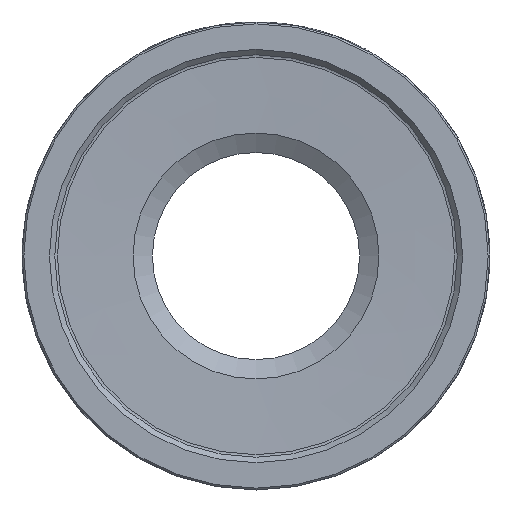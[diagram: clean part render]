
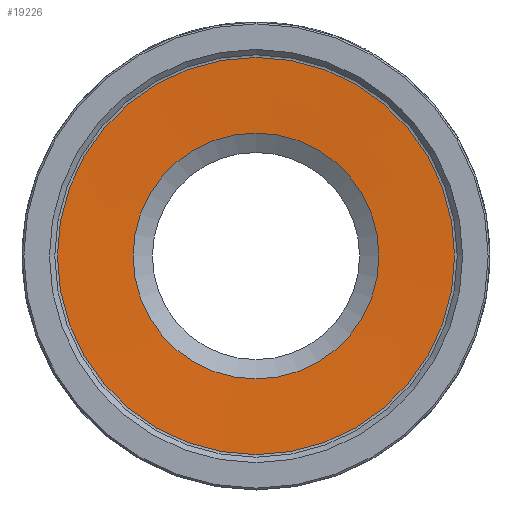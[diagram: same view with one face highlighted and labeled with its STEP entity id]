
A CAD part, left-side view. The second image highlights one B-rep face of the part: STEP entity #19226.
In plain terms, the highlighted conical face has half-angle 87.818 degrees and reference radius 43.129 mm.
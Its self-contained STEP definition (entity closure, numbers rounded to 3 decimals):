
#15 = DIRECTION ( 'NONE',  ( 1., 0., 0. ) ) ;
#636 = CARTESIAN_POINT ( 'NONE',  ( -25.5, 0., 0. ) ) ;
#1731 = AXIS2_PLACEMENT_3D ( 'NONE', #23064, #16798, #5968 ) ;
#3275 = EDGE_CURVE ( 'NONE', #26936, #26936, #25360, .T. ) ;
#4898 = FACE_OUTER_BOUND ( 'NONE', #5803, .T. ) ;
#5803 = EDGE_LOOP ( 'NONE', ( #27872 ) ) ;
#5968 = DIRECTION ( 'NONE',  ( 0., 1., 0. ) ) ;
#6203 = CIRCLE ( 'NONE', #8013, 54.326 ) ;
#8013 = AXIS2_PLACEMENT_3D ( 'NONE', #19370, #15, #19797 ) ;
#8686 = CONICAL_SURFACE ( 'NONE', #25073, 43.128, 1.533 ) ;
#8988 = ORIENTED_EDGE ( 'NONE', *, *, #3275, .T. ) ;
#10519 = EDGE_LOOP ( 'NONE', ( #8988 ) ) ;
#12619 = EDGE_CURVE ( 'NONE', #15960, #15960, #6203, .T. ) ;
#15960 = VERTEX_POINT ( 'NONE', #24637 ) ;
#16798 = DIRECTION ( 'NONE',  ( 1., 0., 0. ) ) ;
#17576 = FACE_BOUND ( 'NONE', #10519, .T. ) ;
#17851 = DIRECTION ( 'NONE',  ( -1., 0., 0. ) ) ;
#19226 = ADVANCED_FACE ( 'NONE', ( #17576, #4898 ), #8686, .F. ) ;
#19370 = CARTESIAN_POINT ( 'NONE',  ( -25.927, 0., 0. ) ) ;
#19797 = DIRECTION ( 'NONE',  ( 0., 1., 0. ) ) ;
#22550 = DIRECTION ( 'NONE',  ( 0., -1., 0. ) ) ;
#23064 = CARTESIAN_POINT ( 'NONE',  ( -25.138, 0., 0. ) ) ;
#24637 = CARTESIAN_POINT ( 'NONE',  ( -25.927, 54.326, 0. ) ) ;
#24917 = CARTESIAN_POINT ( 'NONE',  ( -25.138, 33.63, 0. ) ) ;
#25073 = AXIS2_PLACEMENT_3D ( 'NONE', #636, #17851, #22550 ) ;
#25360 = CIRCLE ( 'NONE', #1731, 33.63 ) ;
#26936 = VERTEX_POINT ( 'NONE', #24917 ) ;
#27872 = ORIENTED_EDGE ( 'NONE', *, *, #12619, .F. ) ;
